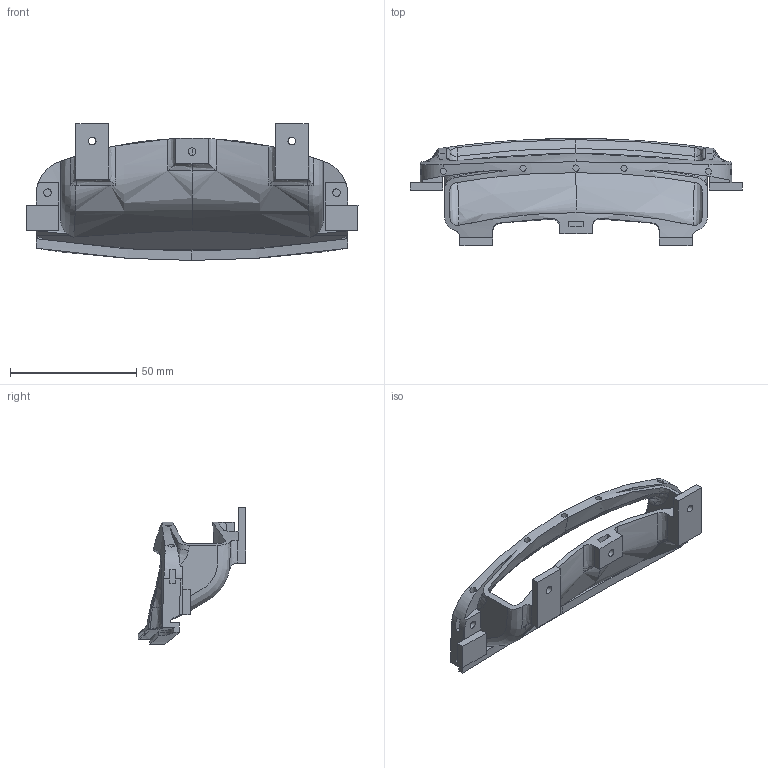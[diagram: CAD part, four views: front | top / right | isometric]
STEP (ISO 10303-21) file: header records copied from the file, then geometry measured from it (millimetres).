
FILE_DESCRIPTION(/* description */ (''),/* implementation_level */ '2;1');
FILE_NAME(/* name */ 'Handle v4.step',/* time_stamp */ '2018-10-19T17:17:53+11:00',/* author */ ('TaylorY96'),/* organization */ (''),/* preprocessor_version */ 'ST-DEVELOPER v17.2',/* originating_system */ 'Autodesk Translation Framework v7.6.0.251',/* authorisation */ '');
FILE_SCHEMA (('AUTOMOTIVE_DESIGN { 1 0 10303 214 3 1 1 }'));
Products named in the file (2): Handle; Handle V2
Assembly tree (1 placements, depth 2):
  Handle
    Handle V2
Bounding box: 131.6 x 42.55 x 54.21 mm (x, y, z)
Volume: 32441.5 mm3; surface area: 23911.5 mm2
Topology: 1 solids, 1 shells, 212 faces, 657 edges, 450 vertices
Faces by surface type: bspline 124, plane 67, cylinder 19, sphere 2
Full cylindrical faces by diameter (mm): 2.5 x5, 3 x8
Entity records: 43718 total; most frequent: CARTESIAN_POINT 38579, ORIENTED_EDGE 1310, DIRECTION 741, EDGE_CURVE 655, VERTEX_POINT 450, B_SPLINE_CURVE_WITH_KNOTS 294, AXIS2_PLACEMENT_3D 289, EDGE_LOOP 231
